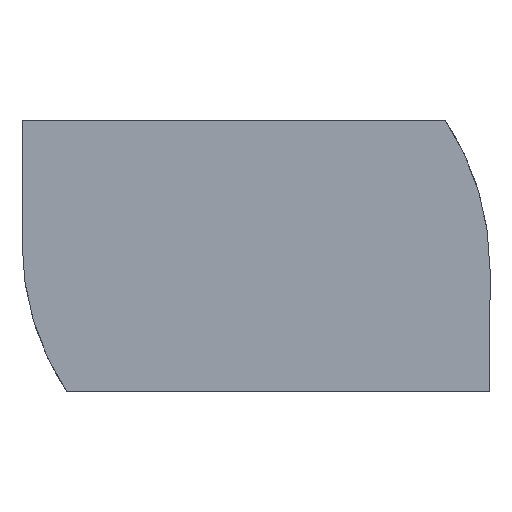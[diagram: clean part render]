
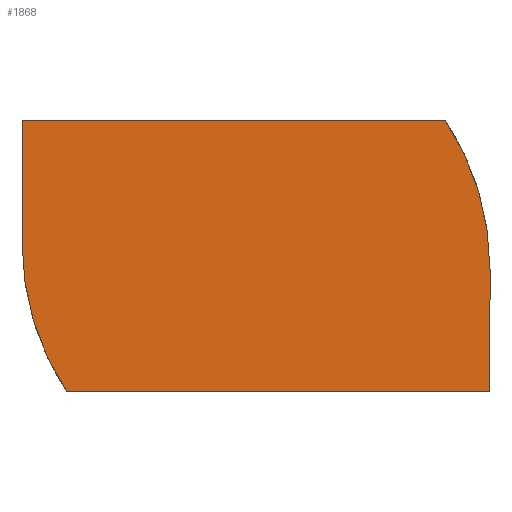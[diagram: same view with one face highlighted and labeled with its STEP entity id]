
A CAD part, front view. The second image highlights one B-rep face of the part: STEP entity #1868.
In plain terms, the highlighted planar face has unit normal (0, -1, 0).
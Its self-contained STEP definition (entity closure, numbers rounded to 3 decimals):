
#113 = DIRECTION ( 'NONE',  ( 0., 0., 1. ) ) ;
#196 = DIRECTION ( 'NONE',  ( 0., 0., -1. ) ) ;
#202 = CARTESIAN_POINT ( 'NONE',  ( -17.25, 0., 10. ) ) ;
#230 = CARTESIAN_POINT ( 'NONE',  ( 17.25, 0., -1. ) ) ;
#263 = AXIS2_PLACEMENT_3D ( 'NONE', #901, #2941, #196 ) ;
#291 = VERTEX_POINT ( 'NONE', #975 ) ;
#329 = VERTEX_POINT ( 'NONE', #2579 ) ;
#433 = EDGE_CURVE ( 'NONE', #329, #2144, #553, .T. ) ;
#484 = EDGE_CURVE ( 'NONE', #291, #2895, #2088, .T. ) ;
#505 = CARTESIAN_POINT ( 'NONE',  ( 2.75, 0., 1. ) ) ;
#521 = DIRECTION ( 'NONE',  ( 0., 0., -1. ) ) ;
#553 = LINE ( 'NONE', #781, #1473 ) ;
#689 = DIRECTION ( 'NONE',  ( 0., -1., 0. ) ) ;
#719 = FACE_OUTER_BOUND ( 'NONE', #2804, .T. ) ;
#732 = EDGE_CURVE ( 'NONE', #2895, #329, #1567, .T. ) ;
#776 = EDGE_CURVE ( 'NONE', #2974, #1867, #1945, .T. ) ;
#781 = CARTESIAN_POINT ( 'NONE',  ( -17.25, 0., 10. ) ) ;
#901 = CARTESIAN_POINT ( 'NONE',  ( 2.75, 0., 1. ) ) ;
#935 = CARTESIAN_POINT ( 'NONE',  ( 13.953, 0., 10. ) ) ;
#939 = DIRECTION ( 'NONE',  ( -1., 0., 0. ) ) ;
#975 = CARTESIAN_POINT ( 'NONE',  ( 17.25, 0., -10. ) ) ;
#1299 = AXIS2_PLACEMENT_3D ( 'NONE', #505, #689, #521 ) ;
#1354 = CARTESIAN_POINT ( 'NONE',  ( -13.953, 0., -10. ) ) ;
#1473 = VECTOR ( 'NONE', #113, 1000. ) ;
#1480 = DIRECTION ( 'NONE',  ( 0., 0., -1. ) ) ;
#1484 = VECTOR ( 'NONE', #1691, 1000. ) ;
#1488 = CARTESIAN_POINT ( 'NONE',  ( -17.25, 0., 10. ) ) ;
#1503 = ORIENTED_EDGE ( 'NONE', *, *, #1776, .F. ) ;
#1567 = CIRCLE ( 'NONE', #263, 20. ) ;
#1643 = PLANE ( 'NONE',  #1299 ) ;
#1691 = DIRECTION ( 'NONE',  ( 1., 0., 0. ) ) ;
#1776 = EDGE_CURVE ( 'NONE', #1867, #291, #2622, .T. ) ;
#1815 = DIRECTION ( 'NONE',  ( 0., 1., 0. ) ) ;
#1867 = VERTEX_POINT ( 'NONE', #230 ) ;
#1868 = ADVANCED_FACE ( 'NONE', ( #719 ), #1643, .T. ) ;
#1926 = ORIENTED_EDGE ( 'NONE', *, *, #484, .F. ) ;
#1945 = CIRCLE ( 'NONE', #2190, 20. ) ;
#1951 = VECTOR ( 'NONE', #939, 1000. ) ;
#2017 = EDGE_CURVE ( 'NONE', #2144, #2974, #2658, .T. ) ;
#2088 = LINE ( 'NONE', #2775, #1951 ) ;
#2114 = VECTOR ( 'NONE', #1480, 1000. ) ;
#2144 = VERTEX_POINT ( 'NONE', #202 ) ;
#2162 = ORIENTED_EDGE ( 'NONE', *, *, #732, .F. ) ;
#2190 = AXIS2_PLACEMENT_3D ( 'NONE', #2226, #1815, #2728 ) ;
#2226 = CARTESIAN_POINT ( 'NONE',  ( -2.75, 0., -1. ) ) ;
#2356 = ORIENTED_EDGE ( 'NONE', *, *, #776, .F. ) ;
#2579 = CARTESIAN_POINT ( 'NONE',  ( -17.25, 0., 1. ) ) ;
#2622 = LINE ( 'NONE', #2874, #2114 ) ;
#2658 = LINE ( 'NONE', #1488, #1484 ) ;
#2728 = DIRECTION ( 'NONE',  ( 0., 0., -1. ) ) ;
#2775 = CARTESIAN_POINT ( 'NONE',  ( -13.953, 0., -10. ) ) ;
#2804 = EDGE_LOOP ( 'NONE', ( #1503, #2356, #2923, #2969, #2162, #1926 ) ) ;
#2874 = CARTESIAN_POINT ( 'NONE',  ( 17.25, 0., -1. ) ) ;
#2895 = VERTEX_POINT ( 'NONE', #1354 ) ;
#2923 = ORIENTED_EDGE ( 'NONE', *, *, #2017, .F. ) ;
#2941 = DIRECTION ( 'NONE',  ( 0., 1., 0. ) ) ;
#2969 = ORIENTED_EDGE ( 'NONE', *, *, #433, .F. ) ;
#2974 = VERTEX_POINT ( 'NONE', #935 ) ;
